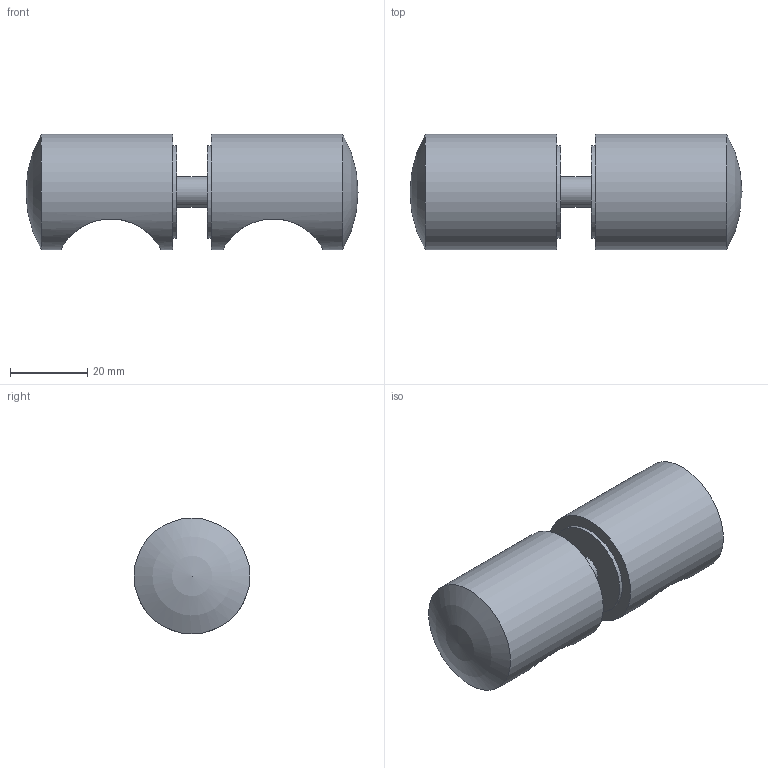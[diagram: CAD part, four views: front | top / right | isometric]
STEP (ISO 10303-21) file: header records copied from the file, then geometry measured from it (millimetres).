
FILE_DESCRIPTION(/* description */ (''),/* implementation_level */ '2;1');
FILE_NAME(/* name */ '102101-1.stp',/* time_stamp */ '2019-08-05T10:39:46+02:00',/* author */ ('DOMINIQUE'),/* organization */ (''),/* preprocessor_version */ 'ST-DEVELOPER v17.2',/* originating_system */ 'Autodesk Inventor 2019',/* authorisation */ '');
FILE_SCHEMA (('AUTOMOTIVE_DESIGN { 1 0 10303 214 3 1 1 }'));
Length unit declared in the file: millimetre
Products named in the file (5): 102101-1; 102101-1 p3; 102101-1 p2; 102101-1_1; 04667
Assembly tree (6 placements, depth 2):
  102101-1
    102101-1_1  x2
    102101-1 p2  x2
    102101-1 p3
    04667
Bounding box: 86 x 30 x 30 mm (x, y, z)
Volume: 46971.4 mm3; surface area: 12827.4 mm2
Topology: 6 solids, 6 shells, 47 faces, 96 edges, 62 vertices
Faces by surface type: plane 17, cone 14, cylinder 14, sphere 2
Full cylindrical faces by diameter (mm): 4.917 x2, 6 x3, 8 x1, 24 x2, 30 x2
Entity records: 1229 total; most frequent: CARTESIAN_POINT 246, DIRECTION 191, ORIENTED_EDGE 142, AXIS2_PLACEMENT_3D 82, EDGE_CURVE 71, VERTEX_POINT 45, EDGE_LOOP 44, FACE_OUTER_BOUND 37
